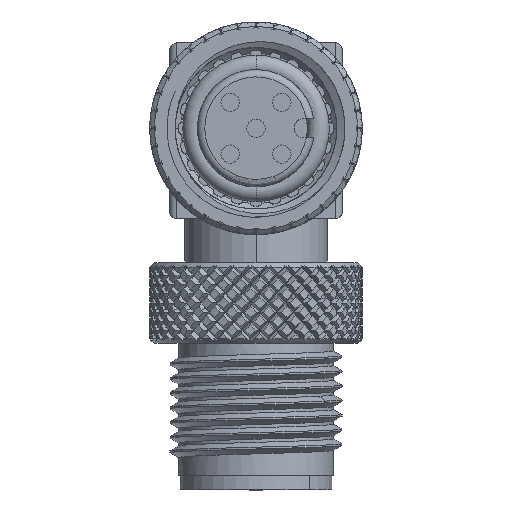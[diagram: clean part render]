
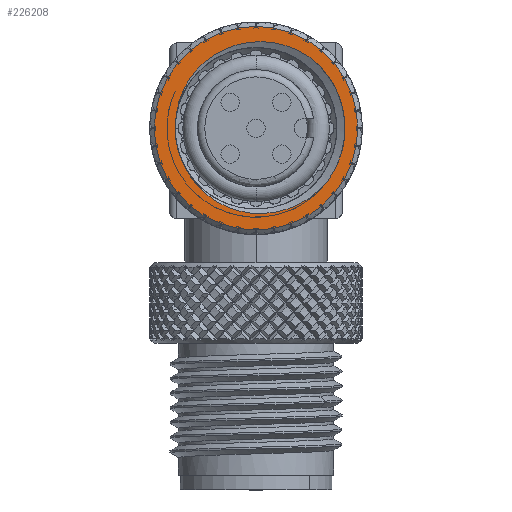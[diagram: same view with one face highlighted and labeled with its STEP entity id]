
A CAD part, top view. The second image highlights one B-rep face of the part: STEP entity #226208.
In plain terms, the highlighted planar face has unit normal (0, 0, 1).
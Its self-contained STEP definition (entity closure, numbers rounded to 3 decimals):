
#74061=CARTESIAN_POINT('',(0.,0.,12.3));
#74062=DIRECTION('',(0.,0.,1.));
#74063=DIRECTION('',(-1.,0.,0.));
#74064=AXIS2_PLACEMENT_3D('',#74061,#74062,#74063);
#74066=CARTESIAN_POINT('',(0.,0.,12.3));
#74067=DIRECTION('',(0.,0.,1.));
#74068=DIRECTION('',(1.,0.,0.));
#74069=AXIS2_PLACEMENT_3D('',#74066,#74067,#74068);
#74071=CARTESIAN_POINT('',(4.883,-3.616,12.3));
#74072=CARTESIAN_POINT('',(4.76,-3.767,12.3));
#74073=CARTESIAN_POINT('',(4.503,-4.054,12.3));
#74074=CARTESIAN_POINT('',(4.078,-4.446,12.3));
#74075=CARTESIAN_POINT('',(3.619,-4.794,12.3));
#74076=CARTESIAN_POINT('',(3.13,-5.095,12.3));
#74077=CARTESIAN_POINT('',(2.617,-5.347,12.3));
#74078=CARTESIAN_POINT('',(2.084,-5.549,12.3));
#74079=CARTESIAN_POINT('',(1.535,-5.697,12.3));
#74080=CARTESIAN_POINT('',(0.977,-5.792,12.3));
#74081=CARTESIAN_POINT('',(0.413,-5.833,12.3));
#74082=CARTESIAN_POINT('',(-0.149,-5.819,12.3));
#74083=CARTESIAN_POINT('',(-0.705,-5.751,12.3));
#74084=CARTESIAN_POINT('',(-1.251,-5.63,12.3));
#74085=CARTESIAN_POINT('',(-1.78,-5.458,12.3));
#74086=CARTESIAN_POINT('',(-2.289,-5.236,12.3));
#74087=CARTESIAN_POINT('',(-2.772,-4.966,12.3));
#74088=CARTESIAN_POINT('',(-3.225,-4.652,12.3));
#74089=CARTESIAN_POINT('',(-3.643,-4.297,12.3));
#74090=CARTESIAN_POINT('',(-4.024,-3.905,12.3));
#74091=CARTESIAN_POINT('',(-4.363,-3.478,12.3));
#74092=CARTESIAN_POINT('',(-4.659,-3.022,12.3));
#74093=CARTESIAN_POINT('',(-4.824,-2.702,12.3));
#74094=CARTESIAN_POINT('',(-4.899,-2.538,12.3));
#74096=CARTESIAN_POINT('',(3.616,4.883,12.3));
#74097=CARTESIAN_POINT('',(3.767,4.771,12.3));
#74098=CARTESIAN_POINT('',(4.057,4.535,12.3));
#74099=CARTESIAN_POINT('',(4.458,4.141,12.3));
#74100=CARTESIAN_POINT('',(4.821,3.712,12.3));
#74101=CARTESIAN_POINT('',(5.143,3.251,12.3));
#74102=CARTESIAN_POINT('',(5.421,2.763,12.3));
#74103=CARTESIAN_POINT('',(5.653,2.251,12.3));
#74104=CARTESIAN_POINT('',(5.837,1.719,12.3));
#74105=CARTESIAN_POINT('',(5.97,1.174,12.3));
#74106=CARTESIAN_POINT('',(6.053,0.618,12.3));
#74107=CARTESIAN_POINT('',(6.084,0.056,12.3));
#74108=CARTESIAN_POINT('',(6.064,-0.505,12.3));
#74109=CARTESIAN_POINT('',(5.991,-1.062,12.3));
#74110=CARTESIAN_POINT('',(5.868,-1.611,12.3));
#74111=CARTESIAN_POINT('',(5.694,-2.145,12.3));
#74112=CARTESIAN_POINT('',(5.472,-2.661,12.3));
#74113=CARTESIAN_POINT('',(5.203,-3.155,12.3));
#74114=CARTESIAN_POINT('',(4.994,-3.466,12.3));
#74115=CARTESIAN_POINT('',(4.883,-3.616,12.3));
#74117=CARTESIAN_POINT('',(-5.426,1.,12.3));
#74118=CARTESIAN_POINT('',(-5.402,1.179,12.3));
#74119=CARTESIAN_POINT('',(-5.337,1.533,12.3));
#74120=CARTESIAN_POINT('',(-5.188,2.055,12.3));
#74121=CARTESIAN_POINT('',(-4.987,2.562,12.3));
#74122=CARTESIAN_POINT('',(-4.738,3.049,12.3));
#74123=CARTESIAN_POINT('',(-4.441,3.51,12.3));
#74124=CARTESIAN_POINT('',(-4.099,3.942,12.3));
#74125=CARTESIAN_POINT('',(-3.716,4.341,12.3));
#74126=CARTESIAN_POINT('',(-3.294,4.702,12.3));
#74127=CARTESIAN_POINT('',(-2.838,5.021,12.3));
#74128=CARTESIAN_POINT('',(-2.352,5.295,12.3));
#74129=CARTESIAN_POINT('',(-1.839,5.523,12.3));
#74130=CARTESIAN_POINT('',(-1.305,5.7,12.3));
#74131=CARTESIAN_POINT('',(-0.755,5.825,12.3));
#74132=CARTESIAN_POINT('',(-0.193,5.897,12.3));
#74133=CARTESIAN_POINT('',(0.375,5.915,12.3));
#74134=CARTESIAN_POINT('',(0.944,5.878,12.3));
#74135=CARTESIAN_POINT('',(1.509,5.786,12.3));
#74136=CARTESIAN_POINT('',(2.064,5.64,12.3));
#74137=CARTESIAN_POINT('',(2.605,5.441,12.3));
#74138=CARTESIAN_POINT('',(3.126,5.19,12.3));
#74139=CARTESIAN_POINT('',(3.456,4.991,12.3));
#74140=CARTESIAN_POINT('',(3.616,4.883,12.3));
#74183=CARTESIAN_POINT('',(0.,0.,12.3));
#74184=DIRECTION('',(0.,0.,-1.));
#74185=DIRECTION('',(-0.888,-0.46,0.));
#74186=AXIS2_PLACEMENT_3D('',#74183,#74184,#74185);
#83421=CARTESIAN_POINT('',(-6.95,0.,12.3));
#83422=CARTESIAN_POINT('',(6.95,0.,12.3));
#83423=VERTEX_POINT('',#83421);
#83424=VERTEX_POINT('',#83422);
#83509=VERTEX_POINT('',#74117);
#83510=VERTEX_POINT('',#74140);
#83511=VERTEX_POINT('',#74115);
#83512=VERTEX_POINT('',#74094);
#226189=CARTESIAN_POINT('',(0.,0.,12.3));
#226190=DIRECTION('',(0.,0.,-1.));
#226191=DIRECTION('',(1.,0.,0.));
#226192=AXIS2_PLACEMENT_3D('',#226189,#226190,#226191);
#226193=PLANE('',#226192);
#226194=ORIENTED_EDGE('',*,*,#218102,.F.);
#226195=ORIENTED_EDGE('',*,*,#212376,.F.);
#226196=EDGE_LOOP('',(#226194,#226195));
#226197=FACE_OUTER_BOUND('',#226196,.F.);
#226199=ORIENTED_EDGE('',*,*,#226198,.F.);
#226201=ORIENTED_EDGE('',*,*,#226200,.F.);
#226203=ORIENTED_EDGE('',*,*,#226202,.F.);
#226205=ORIENTED_EDGE('',*,*,#226204,.F.);
#226206=EDGE_LOOP('',(#226199,#226201,#226203,#226205));
#226207=FACE_BOUND('',#226206,.F.);
#226208=ADVANCED_FACE('',(#226197,#226207),#226193,.F.);
#74065=CIRCLE('',#74064,6.95);
#74070=CIRCLE('',#74069,6.95);
#74095=B_SPLINE_CURVE_WITH_KNOTS('',3,(#74071,#74072,#74073,#74074,#74075,
#74076,#74077,#74078,#74079,#74080,#74081,#74082,#74083,#74084,#74085,#74086,
#74087,#74088,#74089,#74090,#74091,#74092,#74093,#74094),.UNSPECIFIED.,.F.,.F.,(
4,1,1,1,1,1,1,1,1,1,1,1,1,1,1,1,1,1,1,1,1,4),(0.,0.048,
0.095,0.143,0.19,0.238,
0.286,0.333,0.381,0.429,
0.476,0.524,0.571,0.619,
0.667,0.714,0.762,0.81,
0.857,0.905,0.952,1.),.UNSPECIFIED.);
#74116=B_SPLINE_CURVE_WITH_KNOTS('',3,(#74096,#74097,#74098,#74099,#74100,
#74101,#74102,#74103,#74104,#74105,#74106,#74107,#74108,#74109,#74110,#74111,
#74112,#74113,#74114,#74115),.UNSPECIFIED.,.F.,.F.,(4,1,1,1,1,1,1,1,1,1,1,1,1,1,
1,1,1,4),(0.,0.059,0.118,0.176,
0.235,0.294,0.353,0.412,
0.471,0.529,0.588,0.647,
0.706,0.765,0.824,0.882,
0.941,1.),.UNSPECIFIED.);
#74141=B_SPLINE_CURVE_WITH_KNOTS('',3,(#74117,#74118,#74119,#74120,#74121,
#74122,#74123,#74124,#74125,#74126,#74127,#74128,#74129,#74130,#74131,#74132,
#74133,#74134,#74135,#74136,#74137,#74138,#74139,#74140),.UNSPECIFIED.,.F.,.F.,(
4,1,1,1,1,1,1,1,1,1,1,1,1,1,1,1,1,1,1,1,1,4),(0.,0.048,
0.095,0.143,0.19,0.238,
0.286,0.333,0.381,0.429,
0.476,0.524,0.571,0.619,
0.667,0.714,0.762,0.81,
0.857,0.905,0.952,1.),.UNSPECIFIED.);
#74187=CIRCLE('',#74186,5.518);
#212376=EDGE_CURVE('',#83424,#83423,#74070,.T.);
#218102=EDGE_CURVE('',#83423,#83424,#74065,.T.);
#226198=EDGE_CURVE('',#83512,#83509,#74187,.T.);
#226200=EDGE_CURVE('',#83511,#83512,#74095,.T.);
#226202=EDGE_CURVE('',#83510,#83511,#74116,.T.);
#226204=EDGE_CURVE('',#83509,#83510,#74141,.T.);
